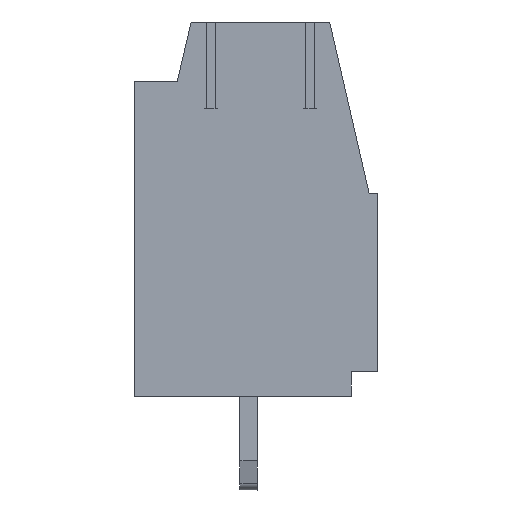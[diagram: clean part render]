
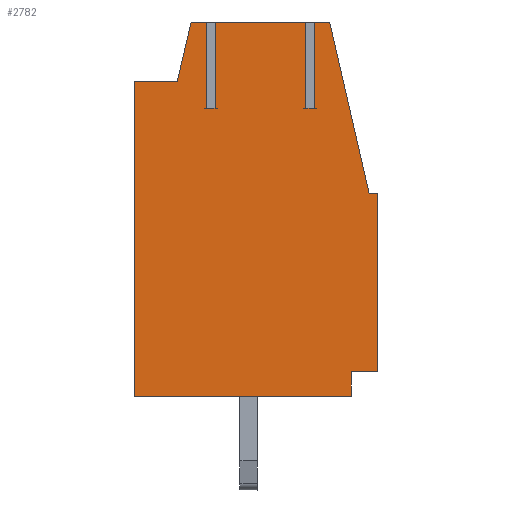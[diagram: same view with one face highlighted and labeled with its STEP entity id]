
A CAD part, left-side view. The second image highlights one B-rep face of the part: STEP entity #2782.
In plain terms, the highlighted planar face has unit normal (-1, 0, 0).
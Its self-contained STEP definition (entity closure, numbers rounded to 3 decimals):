
#2634=AXIS2_PLACEMENT_3D('Plane Axis2P3D',#2631,#2632,#2633) ;
#2631=CARTESIAN_POINT('Axis2P3D Location',(0.,8.3,0.)) ;
#2636=CARTESIAN_POINT('Line Origine',(0.,4.,16.)) ;
#2640=CARTESIAN_POINT('Vertex',(0.,2.45,16.)) ;
#2642=CARTESIAN_POINT('Vertex',(0.,5.55,16.)) ;
#2645=CARTESIAN_POINT('Line Origine',(0.,5.55,14.525)) ;
#2649=CARTESIAN_POINT('Vertex',(0.,5.55,13.05)) ;
#2652=CARTESIAN_POINT('Line Origine',(0.,5.7,13.05)) ;
#2656=CARTESIAN_POINT('Vertex',(0.,5.85,13.05)) ;
#2659=CARTESIAN_POINT('Line Origine',(0.,5.85,14.525)) ;
#2663=CARTESIAN_POINT('Vertex',(0.,5.85,16.)) ;
#2666=CARTESIAN_POINT('Line Origine',(0.,6.11,16.)) ;
#2670=CARTESIAN_POINT('Vertex',(0.,6.37,16.)) ;
#2673=CARTESIAN_POINT('Line Origine',(0.,6.607,14.975)) ;
#2677=CARTESIAN_POINT('Vertex',(0.,6.844,13.95)) ;
#2680=CARTESIAN_POINT('Line Origine',(0.,7.572,13.95)) ;
#2684=CARTESIAN_POINT('Vertex',(0.,8.3,13.95)) ;
#2687=CARTESIAN_POINT('Line Origine',(0.,8.3,8.575)) ;
#2691=CARTESIAN_POINT('Vertex',(0.,8.3,3.2)) ;
#2694=CARTESIAN_POINT('Line Origine',(0.,4.6,3.2)) ;
#2698=CARTESIAN_POINT('Vertex',(0.,0.9,3.2)) ;
#2701=CARTESIAN_POINT('Line Origine',(0.,0.9,3.626)) ;
#2705=CARTESIAN_POINT('Vertex',(0.,0.9,4.052)) ;
#2708=CARTESIAN_POINT('Line Origine',(0.,0.45,4.052)) ;
#2712=CARTESIAN_POINT('Vertex',(0.,0.,4.052)) ;
#2715=CARTESIAN_POINT('Line Origine',(0.,0.,7.101)) ;
#2719=CARTESIAN_POINT('Vertex',(0.,0.,10.15)) ;
#2722=CARTESIAN_POINT('Line Origine',(0.,0.14,10.15)) ;
#2726=CARTESIAN_POINT('Vertex',(0.,0.28,10.15)) ;
#2729=CARTESIAN_POINT('Line Origine',(0.,0.956,13.075)) ;
#2733=CARTESIAN_POINT('Vertex',(0.,1.631,16.)) ;
#2736=CARTESIAN_POINT('Line Origine',(0.,1.89,16.)) ;
#2740=CARTESIAN_POINT('Vertex',(0.,2.15,16.)) ;
#2743=CARTESIAN_POINT('Line Origine',(0.,2.15,14.525)) ;
#2747=CARTESIAN_POINT('Vertex',(0.,2.15,13.05)) ;
#2750=CARTESIAN_POINT('Line Origine',(0.,2.3,13.05)) ;
#2754=CARTESIAN_POINT('Vertex',(0.,2.45,13.05)) ;
#2757=CARTESIAN_POINT('Line Origine',(0.,2.45,14.525)) ;
#2632=DIRECTION('Axis2P3D Direction',(-1.,0.,0.)) ;
#2633=DIRECTION('Axis2P3D XDirection',(0.,-1.,0.)) ;
#2637=DIRECTION('Vector Direction',(0.,1.,0.)) ;
#2646=DIRECTION('Vector Direction',(0.,0.,-1.)) ;
#2653=DIRECTION('Vector Direction',(0.,1.,0.)) ;
#2660=DIRECTION('Vector Direction',(0.,0.,-1.)) ;
#2667=DIRECTION('Vector Direction',(0.,1.,0.)) ;
#2674=DIRECTION('Vector Direction',(0.,0.225,-0.974)) ;
#2681=DIRECTION('Vector Direction',(0.,1.,0.)) ;
#2688=DIRECTION('Vector Direction',(0.,0.,-1.)) ;
#2695=DIRECTION('Vector Direction',(0.,-1.,0.)) ;
#2702=DIRECTION('Vector Direction',(0.,0.,1.)) ;
#2709=DIRECTION('Vector Direction',(0.,-1.,0.)) ;
#2716=DIRECTION('Vector Direction',(0.,0.,1.)) ;
#2723=DIRECTION('Vector Direction',(0.,1.,0.)) ;
#2730=DIRECTION('Vector Direction',(0.,0.225,0.974)) ;
#2737=DIRECTION('Vector Direction',(0.,1.,0.)) ;
#2744=DIRECTION('Vector Direction',(0.,0.,-1.)) ;
#2751=DIRECTION('Vector Direction',(0.,1.,0.)) ;
#2758=DIRECTION('Vector Direction',(0.,0.,-1.)) ;
#2638=VECTOR('Line Direction',#2637,1.) ;
#2647=VECTOR('Line Direction',#2646,1.) ;
#2654=VECTOR('Line Direction',#2653,1.) ;
#2661=VECTOR('Line Direction',#2660,1.) ;
#2668=VECTOR('Line Direction',#2667,1.) ;
#2675=VECTOR('Line Direction',#2674,1.) ;
#2682=VECTOR('Line Direction',#2681,1.) ;
#2689=VECTOR('Line Direction',#2688,1.) ;
#2696=VECTOR('Line Direction',#2695,1.) ;
#2703=VECTOR('Line Direction',#2702,1.) ;
#2710=VECTOR('Line Direction',#2709,1.) ;
#2717=VECTOR('Line Direction',#2716,1.) ;
#2724=VECTOR('Line Direction',#2723,1.) ;
#2731=VECTOR('Line Direction',#2730,1.) ;
#2738=VECTOR('Line Direction',#2737,1.) ;
#2745=VECTOR('Line Direction',#2744,1.) ;
#2752=VECTOR('Line Direction',#2751,1.) ;
#2759=VECTOR('Line Direction',#2758,1.) ;
#2763=ORIENTED_EDGE('',*,*,#2644,.T.) ;
#2764=ORIENTED_EDGE('',*,*,#2651,.T.) ;
#2765=ORIENTED_EDGE('',*,*,#2658,.T.) ;
#2766=ORIENTED_EDGE('',*,*,#2665,.F.) ;
#2767=ORIENTED_EDGE('',*,*,#2672,.T.) ;
#2768=ORIENTED_EDGE('',*,*,#2679,.T.) ;
#2769=ORIENTED_EDGE('',*,*,#2686,.T.) ;
#2770=ORIENTED_EDGE('',*,*,#2693,.T.) ;
#2771=ORIENTED_EDGE('',*,*,#2700,.T.) ;
#2772=ORIENTED_EDGE('',*,*,#2707,.T.) ;
#2773=ORIENTED_EDGE('',*,*,#2714,.T.) ;
#2774=ORIENTED_EDGE('',*,*,#2721,.T.) ;
#2775=ORIENTED_EDGE('',*,*,#2728,.T.) ;
#2776=ORIENTED_EDGE('',*,*,#2735,.T.) ;
#2777=ORIENTED_EDGE('',*,*,#2742,.T.) ;
#2778=ORIENTED_EDGE('',*,*,#2749,.T.) ;
#2779=ORIENTED_EDGE('',*,*,#2756,.T.) ;
#2780=ORIENTED_EDGE('',*,*,#2761,.F.) ;
#2782=ADVANCED_FACE('3_Pole_Body',(#2781),#2635,.T.) ;
#2644=EDGE_CURVE('',#2641,#2643,#2639,.T.) ;
#2651=EDGE_CURVE('',#2643,#2650,#2648,.T.) ;
#2658=EDGE_CURVE('',#2650,#2657,#2655,.T.) ;
#2665=EDGE_CURVE('',#2664,#2657,#2662,.T.) ;
#2672=EDGE_CURVE('',#2664,#2671,#2669,.T.) ;
#2679=EDGE_CURVE('',#2671,#2678,#2676,.T.) ;
#2686=EDGE_CURVE('',#2678,#2685,#2683,.T.) ;
#2693=EDGE_CURVE('',#2685,#2692,#2690,.T.) ;
#2700=EDGE_CURVE('',#2692,#2699,#2697,.T.) ;
#2707=EDGE_CURVE('',#2699,#2706,#2704,.T.) ;
#2714=EDGE_CURVE('',#2706,#2713,#2711,.T.) ;
#2721=EDGE_CURVE('',#2713,#2720,#2718,.T.) ;
#2728=EDGE_CURVE('',#2720,#2727,#2725,.T.) ;
#2735=EDGE_CURVE('',#2727,#2734,#2732,.T.) ;
#2742=EDGE_CURVE('',#2734,#2741,#2739,.T.) ;
#2749=EDGE_CURVE('',#2741,#2748,#2746,.T.) ;
#2756=EDGE_CURVE('',#2748,#2755,#2753,.T.) ;
#2761=EDGE_CURVE('',#2641,#2755,#2760,.T.) ;
#2762=EDGE_LOOP('',(#2763,#2764,#2765,#2766,#2767,#2768,#2769,#2770,#2771,#2772,#2773,#2774,#2775,#2776,#2777,#2778,#2779,#2780)) ;
#2781=FACE_OUTER_BOUND('',#2762,.T.) ;
#2639=LINE('Line',#2636,#2638) ;
#2648=LINE('Line',#2645,#2647) ;
#2655=LINE('Line',#2652,#2654) ;
#2662=LINE('Line',#2659,#2661) ;
#2669=LINE('Line',#2666,#2668) ;
#2676=LINE('Line',#2673,#2675) ;
#2683=LINE('Line',#2680,#2682) ;
#2690=LINE('Line',#2687,#2689) ;
#2697=LINE('Line',#2694,#2696) ;
#2704=LINE('Line',#2701,#2703) ;
#2711=LINE('Line',#2708,#2710) ;
#2718=LINE('Line',#2715,#2717) ;
#2725=LINE('Line',#2722,#2724) ;
#2732=LINE('Line',#2729,#2731) ;
#2739=LINE('Line',#2736,#2738) ;
#2746=LINE('Line',#2743,#2745) ;
#2753=LINE('Line',#2750,#2752) ;
#2760=LINE('Line',#2757,#2759) ;
#2635=PLANE('',#2634) ;
#2641=VERTEX_POINT('',#2640) ;
#2643=VERTEX_POINT('',#2642) ;
#2650=VERTEX_POINT('',#2649) ;
#2657=VERTEX_POINT('',#2656) ;
#2664=VERTEX_POINT('',#2663) ;
#2671=VERTEX_POINT('',#2670) ;
#2678=VERTEX_POINT('',#2677) ;
#2685=VERTEX_POINT('',#2684) ;
#2692=VERTEX_POINT('',#2691) ;
#2699=VERTEX_POINT('',#2698) ;
#2706=VERTEX_POINT('',#2705) ;
#2713=VERTEX_POINT('',#2712) ;
#2720=VERTEX_POINT('',#2719) ;
#2727=VERTEX_POINT('',#2726) ;
#2734=VERTEX_POINT('',#2733) ;
#2741=VERTEX_POINT('',#2740) ;
#2748=VERTEX_POINT('',#2747) ;
#2755=VERTEX_POINT('',#2754) ;
